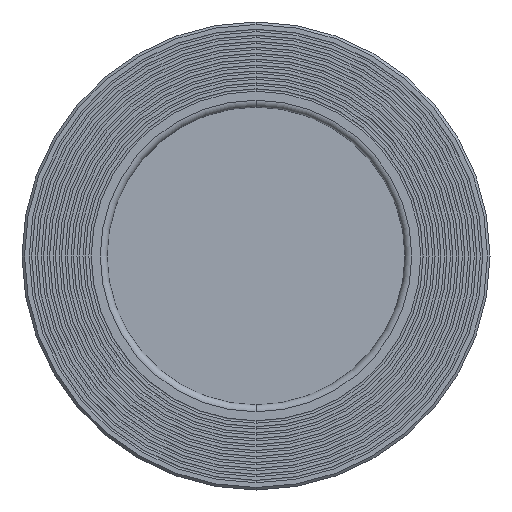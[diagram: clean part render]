
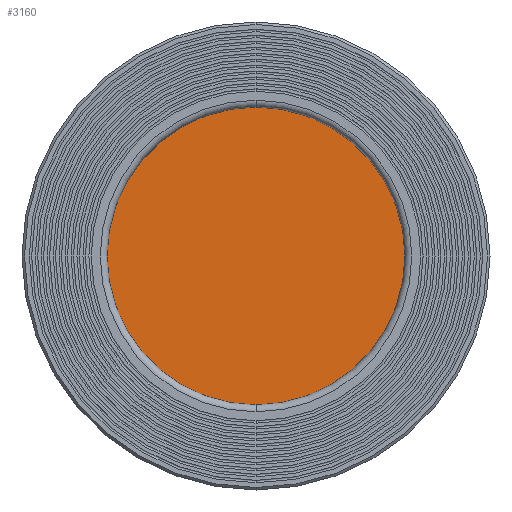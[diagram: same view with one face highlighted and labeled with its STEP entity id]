
A CAD part, front view. The second image highlights one B-rep face of the part: STEP entity #3160.
In plain terms, the highlighted planar face has unit normal (0, -1, 0).
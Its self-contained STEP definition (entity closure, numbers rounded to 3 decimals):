
#401 = ORIENTED_EDGE ( 'NONE', *, *, #10282, .T. ) ;
#624 = DIRECTION ( 'NONE',  ( 0., 0., -1. ) ) ;
#896 = CIRCLE ( 'NONE', #11089, 87.5 ) ;
#1245 = DIRECTION ( 'NONE',  ( 0., 0., -1. ) ) ;
#3010 = CARTESIAN_POINT ( 'NONE',  ( 0., 18., 0. ) ) ;
#3160 = ADVANCED_FACE ( 'NONE', ( #7841 ), #19884, .T. ) ;
#3796 = EDGE_LOOP ( 'NONE', ( #10679, #401 ) ) ;
#4605 = DIRECTION ( 'NONE',  ( 0., 0., -1. ) ) ;
#7841 = FACE_OUTER_BOUND ( 'NONE', #3796, .T. ) ;
#7912 = VERTEX_POINT ( 'NONE', #18859 ) ;
#9491 = EDGE_CURVE ( 'NONE', #13141, #7912, #10134, .T. ) ;
#10134 = CIRCLE ( 'NONE', #11182, 87.5 ) ;
#10180 = DIRECTION ( 'NONE',  ( 0., -1., 0. ) ) ;
#10282 = EDGE_CURVE ( 'NONE', #7912, #13141, #896, .T. ) ;
#10679 = ORIENTED_EDGE ( 'NONE', *, *, #9491, .T. ) ;
#10766 = DIRECTION ( 'NONE',  ( 0., -1., 0. ) ) ;
#11001 = CARTESIAN_POINT ( 'NONE',  ( 0., 18., -87.5 ) ) ;
#11089 = AXIS2_PLACEMENT_3D ( 'NONE', #3010, #14022, #4605 ) ;
#11182 = AXIS2_PLACEMENT_3D ( 'NONE', #19292, #10180, #624 ) ;
#13141 = VERTEX_POINT ( 'NONE', #11001 ) ;
#13599 = CARTESIAN_POINT ( 'NONE',  ( -87.5, 18., 0. ) ) ;
#14022 = DIRECTION ( 'NONE',  ( 0., -1., 0. ) ) ;
#15913 = AXIS2_PLACEMENT_3D ( 'NONE', #13599, #10766, #1245 ) ;
#18859 = CARTESIAN_POINT ( 'NONE',  ( 0., 18., 87.5 ) ) ;
#19292 = CARTESIAN_POINT ( 'NONE',  ( 0., 18., 0. ) ) ;
#19884 = PLANE ( 'NONE',  #15913 ) ;
